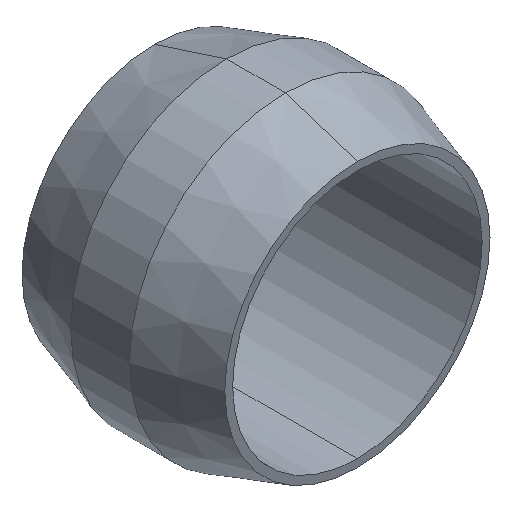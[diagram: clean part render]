
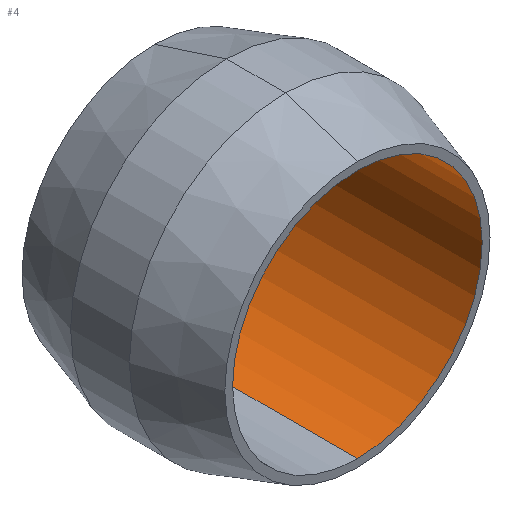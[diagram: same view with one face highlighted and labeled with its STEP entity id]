
A CAD part, isometric view. The second image highlights one B-rep face of the part: STEP entity #4.
In plain terms, the highlighted cylindrical face has radius 4 mm (diameter 8 mm), a partial arc.
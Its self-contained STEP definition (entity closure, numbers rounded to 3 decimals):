
#4 = ADVANCED_FACE ( 'NONE', ( #124 ), #138, .F. ) ;
#11 = EDGE_CURVE ( 'NONE', #110, #176, #72, .T. ) ;
#21 = AXIS2_PLACEMENT_3D ( 'NONE', #245, #241, #240 ) ;
#28 = AXIS2_PLACEMENT_3D ( 'NONE', #287, #284, #285 ) ;
#37 = AXIS2_PLACEMENT_3D ( 'NONE', #224, #220, #199 ) ;
#46 = EDGE_CURVE ( 'NONE', #110, #98, #69, .T. ) ;
#48 = EDGE_CURVE ( 'NONE', #98, #141, #151, .T. ) ;
#63 = EDGE_CURVE ( 'NONE', #141, #176, #161, .T. ) ;
#69 = CIRCLE ( 'NONE', #28, 4. ) ;
#72 = LINE ( 'NONE', #225, #128 ) ;
#76 = EDGE_LOOP ( 'NONE', ( #170, #108, #102, #103 ) ) ;
#98 = VERTEX_POINT ( 'NONE', #233 ) ;
#102 = ORIENTED_EDGE ( 'NONE', *, *, #48, .T. ) ;
#103 = ORIENTED_EDGE ( 'NONE', *, *, #63, .T. ) ;
#108 = ORIENTED_EDGE ( 'NONE', *, *, #46, .T. ) ;
#110 = VERTEX_POINT ( 'NONE', #256 ) ;
#124 = FACE_OUTER_BOUND ( 'NONE', #76, .T. ) ;
#128 = VECTOR ( 'NONE', #311, 1000. ) ;
#138 = CYLINDRICAL_SURFACE ( 'NONE', #37, 4. ) ;
#141 = VERTEX_POINT ( 'NONE', #246 ) ;
#151 = LINE ( 'NONE', #283, #153 ) ;
#153 = VECTOR ( 'NONE', #296, 1000. ) ;
#161 = CIRCLE ( 'NONE', #21, 4. ) ;
#170 = ORIENTED_EDGE ( 'NONE', *, *, #11, .F. ) ;
#176 = VERTEX_POINT ( 'NONE', #227 ) ;
#199 = DIRECTION ( 'NONE',  ( 0., 0., 1. ) ) ;
#220 = DIRECTION ( 'NONE',  ( 0., 1., 0. ) ) ;
#224 = CARTESIAN_POINT ( 'NONE',  ( 0., 0., 0. ) ) ;
#225 = CARTESIAN_POINT ( 'NONE',  ( 0., 0., -4. ) ) ;
#227 = CARTESIAN_POINT ( 'NONE',  ( 0., 6.5, -4. ) ) ;
#233 = CARTESIAN_POINT ( 'NONE',  ( 0., 0., 4. ) ) ;
#240 = DIRECTION ( 'NONE',  ( 0., 0., 1. ) ) ;
#241 = DIRECTION ( 'NONE',  ( 0., 1., 0. ) ) ;
#245 = CARTESIAN_POINT ( 'NONE',  ( 0., 6.5, 0. ) ) ;
#246 = CARTESIAN_POINT ( 'NONE',  ( 0., 6.5, 4. ) ) ;
#256 = CARTESIAN_POINT ( 'NONE',  ( 0., 0., -4. ) ) ;
#283 = CARTESIAN_POINT ( 'NONE',  ( 0., 0., 4. ) ) ;
#284 = DIRECTION ( 'NONE',  ( 0., -1., 0. ) ) ;
#285 = DIRECTION ( 'NONE',  ( 0., 0., 1. ) ) ;
#287 = CARTESIAN_POINT ( 'NONE',  ( 0., 0., 0. ) ) ;
#296 = DIRECTION ( 'NONE',  ( 0., 1., 0. ) ) ;
#311 = DIRECTION ( 'NONE',  ( 0., 1., 0. ) ) ;
